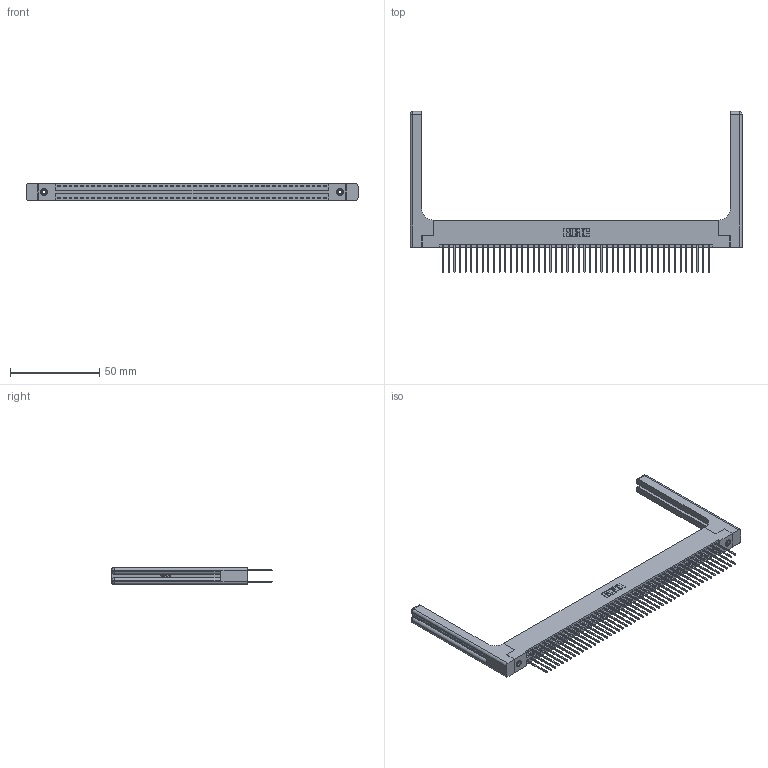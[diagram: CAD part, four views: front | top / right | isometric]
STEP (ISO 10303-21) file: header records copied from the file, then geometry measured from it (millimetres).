
FILE_DESCRIPTION (( 'STEP AP203' ), '1' );
FILE_NAME ('396-096-540-258.STEP', '2019-10-31T04:09:59', ( '' ), ( '' ), 'SwSTEP 2.0', 'SolidWorks 2016', '' );
FILE_SCHEMA (( 'CONFIG_CONTROL_DESIGN' ));
Length unit declared in the file: inch
Products named in the file (5): 346-220-058_345-220-058; 396-096-540-258; 345-250-001_345-250-001-102; 346 Part_Flush Mounting Lugs - 0.156 Dia-TH; 345-292-001_345-293-140
Assembly tree (101 placements, depth 2):
  396-096-540-258
    346 Part_Flush Mounting Lugs - 0.156 Dia-TH
    345-292-001_345-293-140  x96
    345-250-001_345-250-001-102  x2
    346-220-058_345-220-058  x2
Bounding box: 186.46 x 90.42 x 9.4 mm (x, y, z)
Volume: 26087.1 mm3; surface area: 32345.6 mm2
Topology: 101 solids, 101 shells, 5370 faces, 15875 edges, 10434 vertices
Faces by surface type: plane 3584, cylinder 1726, bspline 36, cone 12, sphere 8, torus 4
Entity records: 35718 total; most frequent: CARTESIAN_POINT 6885, ORIENTED_EDGE 5616, DIRECTION 5052, EDGE_CURVE 2808, VECTOR 2392, LINE 2392, VERTEX_POINT 1862, AXIS2_PLACEMENT_3D 1330
